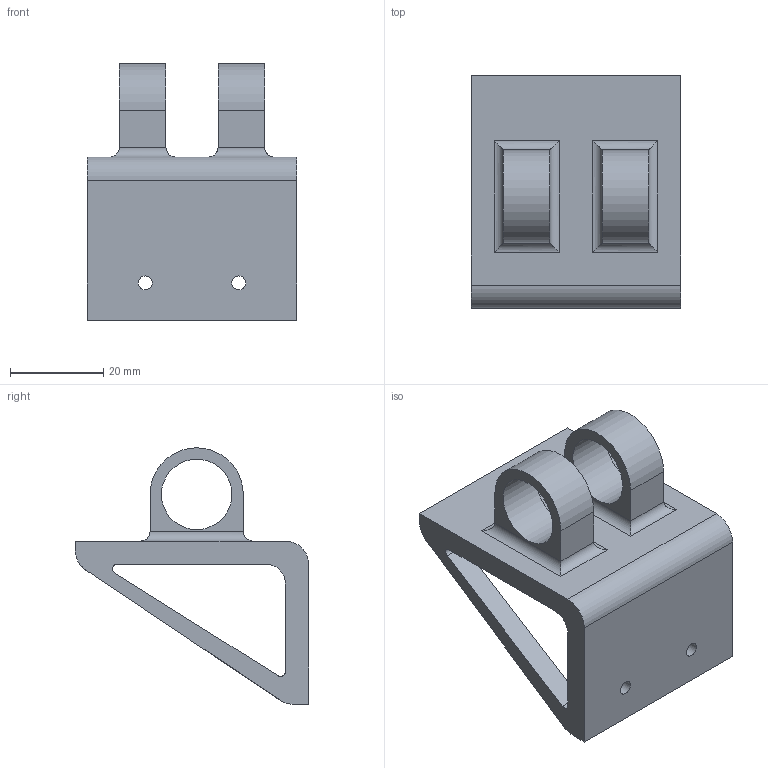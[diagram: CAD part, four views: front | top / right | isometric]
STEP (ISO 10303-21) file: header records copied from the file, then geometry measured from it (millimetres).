
FILE_DESCRIPTION(/* description */ ('','CAx-IF Rec.Pracs.---Representation and Presentation of Product Manufacturing Information (PMI)---4.0---2014-10-13'),/* implementation_level */ '2;1');
FILE_NAME(/* name */ 'pulley_mount_2 v3.step',/* time_stamp */ '2025-01-28T19:52:36+05:30',/* author */ (''),/* organization */ (''),/* preprocessor_version */ 'ST-DEVELOPER v20',/* originating_system */ 'Autodesk Translation Framework v13.20.0.188',/* authorisation */ '');
FILE_SCHEMA (('AP242_MANAGED_MODEL_BASED_3D_ENGINEERING_MIM_LF { 1 0 10303 442 1 1 4 }'));
Length unit declared in the file: millimetre
Products named in the file (1): pulley_mount_2
Bounding box: 45 x 50 x 55 mm (x, y, z)
Volume: 23250.5 mm3; surface area: 12016.5 mm2
Topology: 1 solids, 1 shells, 52 faces, 143 edges, 93 vertices
Faces by surface type: cylinder 30, plane 22
Full cylindrical faces by diameter (mm): 3 x2, 15.1 x2
Entity records: 1797 total; most frequent: CARTESIAN_POINT 400, ORIENTED_EDGE 286, DIRECTION 280, EDGE_CURVE 143, AXIS2_PLACEMENT_3D 97, VERTEX_POINT 93, LINE 86, VECTOR 86
